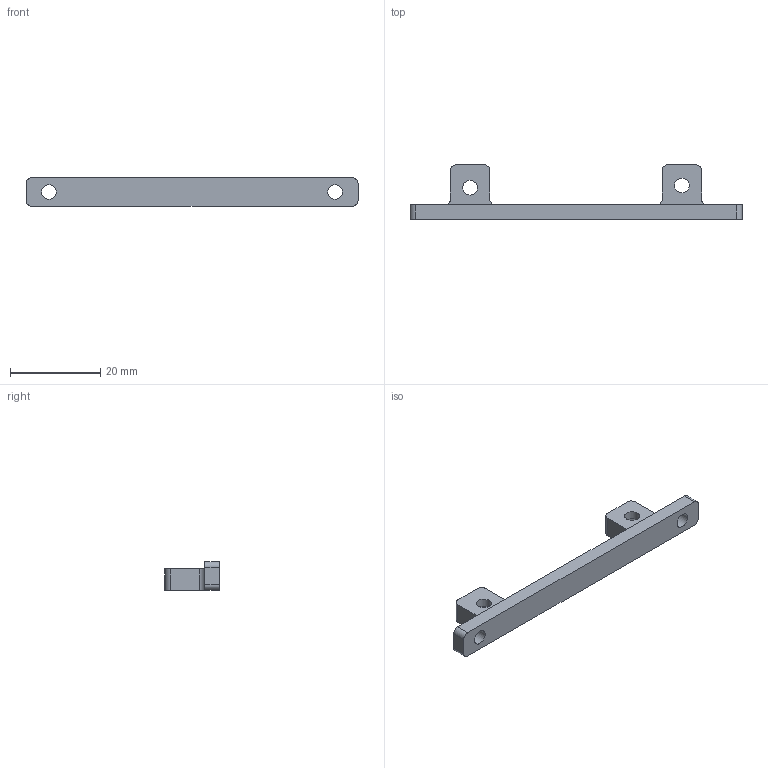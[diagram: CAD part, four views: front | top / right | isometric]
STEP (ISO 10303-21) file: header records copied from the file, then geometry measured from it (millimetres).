
FILE_DESCRIPTION(/* description */ (''),/* implementation_level */ '2;1');
FILE_NAME(/* name */ 'Half Size Mount.step',/* time_stamp */ '2024-05-05T10:39:44-05:00',/* author */ (''),/* organization */ (''),/* preprocessor_version */ 'ST-DEVELOPER v20',/* originating_system */ 'Autodesk Translation Framework v12.20.1.177',/* authorisation */ '');
FILE_SCHEMA (('AUTOMOTIVE_DESIGN { 1 0 10303 214 3 1 1 }'));
Length unit declared in the file: inch
Products named in the file (1): Half Size Mount
Bounding box: 73.66 x 12.06 x 6.36 mm (x, y, z)
Volume: 1905.2 mm3; surface area: 2069.8 mm2
Topology: 1 solids, 1 shells, 44 faces, 120 edges, 80 vertices
Faces by surface type: plane 28, cylinder 16
Full cylindrical faces by diameter (mm): 3.277 x4
Entity records: 1447 total; most frequent: CARTESIAN_POINT 245, DIRECTION 242, ORIENTED_EDGE 240, EDGE_CURVE 120, LINE 88, VECTOR 88, VERTEX_POINT 80, AXIS2_PLACEMENT_3D 77
